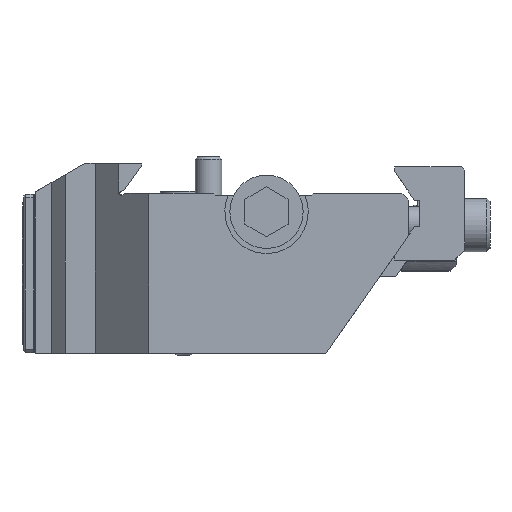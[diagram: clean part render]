
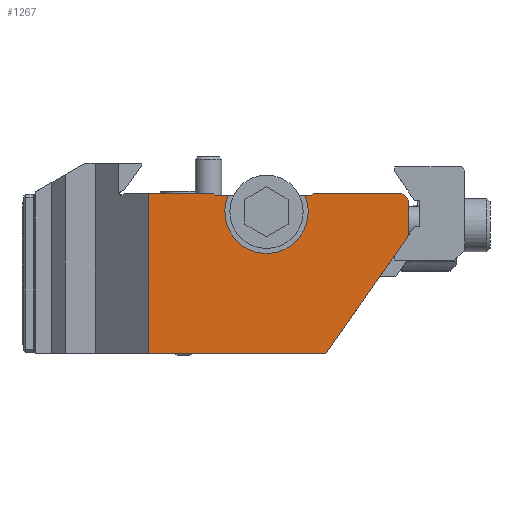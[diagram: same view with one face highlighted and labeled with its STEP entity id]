
A CAD part, front view. The second image highlights one B-rep face of the part: STEP entity #1267.
In plain terms, the highlighted planar face has unit normal (0, -1, 0).
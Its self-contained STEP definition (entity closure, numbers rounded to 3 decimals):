
#341=LINE('',#6580,#766);
#344=LINE('',#6586,#769);
#363=LINE('',#6628,#788);
#367=LINE('',#6637,#792);
#371=LINE('',#6646,#796);
#372=LINE('',#6647,#797);
#380=LINE('',#6660,#805);
#383=LINE('',#6666,#808);
#410=LINE('',#6719,#835);
#411=LINE('',#6721,#836);
#412=LINE('',#6723,#837);
#766=VECTOR('',#5214,1.);
#769=VECTOR('',#5219,1.);
#788=VECTOR('',#5254,1.);
#792=VECTOR('',#5260,1.);
#796=VECTOR('',#5270,1.);
#797=VECTOR('',#5271,1.);
#805=VECTOR('',#5283,1.);
#808=VECTOR('',#5290,1.);
#835=VECTOR('',#5333,1.);
#836=VECTOR('',#5334,1.);
#837=VECTOR('',#5335,1.);
#1267=ADVANCED_FACE('',(#1610),#1440,.F.);
#1440=PLANE('',#4367);
#1610=FACE_OUTER_BOUND('',#1866,.T.);
#1866=EDGE_LOOP('',(#2765,#2766,#2767,#2768,#2769,#2770,#2771,#2772,#2773,
#2774,#2775,#2776));
#2765=ORIENTED_EDGE('',*,*,#3827,.T.);
#2766=ORIENTED_EDGE('',*,*,#3801,.T.);
#2767=ORIENTED_EDGE('',*,*,#3826,.T.);
#2768=ORIENTED_EDGE('',*,*,#3797,.T.);
#2769=ORIENTED_EDGE('',*,*,#3835,.T.);
#2770=ORIENTED_EDGE('',*,*,#3794,.F.);
#2771=ORIENTED_EDGE('',*,*,#3838,.T.);
#2772=ORIENTED_EDGE('',*,*,#3865,.T.);
#2773=ORIENTED_EDGE('',*,*,#3866,.T.);
#2774=ORIENTED_EDGE('',*,*,#3867,.T.);
#2775=ORIENTED_EDGE('',*,*,#3817,.T.);
#2776=ORIENTED_EDGE('',*,*,#3821,.T.);
#3304=VERTEX_POINT('',#6579);
#3305=VERTEX_POINT('',#6581);
#3306=VERTEX_POINT('',#6585);
#3307=VERTEX_POINT('',#6587);
#3308=VERTEX_POINT('',#6591);
#3309=VERTEX_POINT('',#6593);
#3321=VERTEX_POINT('',#6627);
#3322=VERTEX_POINT('',#6629);
#3325=VERTEX_POINT('',#6636);
#3332=VERTEX_POINT('',#6667);
#3350=VERTEX_POINT('',#6720);
#3351=VERTEX_POINT('',#6722);
#3794=EDGE_CURVE('',#3304,#3305,#341,.T.);
#3797=EDGE_CURVE('',#3307,#3306,#344,.T.);
#3801=EDGE_CURVE('',#3308,#3309,#4041,.T.);
#3817=EDGE_CURVE('',#3322,#3321,#363,.T.);
#3821=EDGE_CURVE('',#3321,#3325,#367,.T.);
#3826=EDGE_CURVE('',#3309,#3307,#371,.T.);
#3827=EDGE_CURVE('',#3325,#3308,#372,.T.);
#3835=EDGE_CURVE('',#3306,#3305,#380,.T.);
#3838=EDGE_CURVE('',#3304,#3332,#383,.T.);
#3865=EDGE_CURVE('',#3332,#3350,#410,.T.);
#3866=EDGE_CURVE('',#3350,#3351,#411,.T.);
#3867=EDGE_CURVE('',#3351,#3322,#412,.T.);
#4041=CIRCLE('',#4344,12.5);
#4344=AXIS2_PLACEMENT_3D('',#6594,#5225,#5226);
#4367=AXIS2_PLACEMENT_3D('',#6724,#5336,#5337);
#5214=DIRECTION('',(0.,0.,1.));
#5219=DIRECTION('',(-0.707,0.,0.707));
#5225=DIRECTION('',(0.,1.,0.));
#5226=DIRECTION('',(1.,0.,0.));
#5254=DIRECTION('',(-1.,0.,0.));
#5260=DIRECTION('',(-0.707,0.,-0.707));
#5270=DIRECTION('',(-1.,0.,0.));
#5271=DIRECTION('',(-1.,0.,0.));
#5283=DIRECTION('',(-1.,0.,0.));
#5290=DIRECTION('',(1.,0.,0.));
#5333=DIRECTION('',(0.574,0.,0.819));
#5334=DIRECTION('',(0.,0.,1.));
#5335=DIRECTION('',(-0.707,0.,0.707));
#5336=DIRECTION('',(0.,1.,0.));
#5337=DIRECTION('',(1.,0.,0.));
#6579=CARTESIAN_POINT('',(8.,-45.,-48.));
#6580=CARTESIAN_POINT('',(8.,-45.,-151.717));
#6581=CARTESIAN_POINT('',(8.,-45.,0.));
#6585=CARTESIAN_POINT('',(27.469,-45.,0.));
#6586=CARTESIAN_POINT('',(27.469,-45.,0.));
#6587=CARTESIAN_POINT('',(27.969,-45.,-0.5));
#6591=CARTESIAN_POINT('',(54.816,-45.,-0.5));
#6593=CARTESIAN_POINT('',(31.904,-45.,-0.5));
#6594=CARTESIAN_POINT('',(43.36,-45.,-5.5));
#6627=CARTESIAN_POINT('',(57.469,-45.,0.));
#6628=CARTESIAN_POINT('',(57.469,-45.,0.));
#6629=CARTESIAN_POINT('',(84.,-45.,0.));
#6636=CARTESIAN_POINT('',(56.969,-45.,-0.5));
#6637=CARTESIAN_POINT('',(56.969,-45.,-0.5));
#6646=CARTESIAN_POINT('',(27.969,-45.,-0.5));
#6647=CARTESIAN_POINT('',(27.969,-45.,-0.5));
#6660=CARTESIAN_POINT('',(0.843,-45.,0.));
#6666=CARTESIAN_POINT('',(-26.,-45.,-48.));
#6667=CARTESIAN_POINT('',(61.144,-45.,-48.));
#6719=CARTESIAN_POINT('',(86.,-45.,-12.503));
#6720=CARTESIAN_POINT('',(86.,-45.,-12.503));
#6721=CARTESIAN_POINT('',(86.,-45.,-2.));
#6722=CARTESIAN_POINT('',(86.,-45.,-2.));
#6723=CARTESIAN_POINT('',(84.,-45.,0.));
#6724=CARTESIAN_POINT('',(-0.24,-45.,0.));
